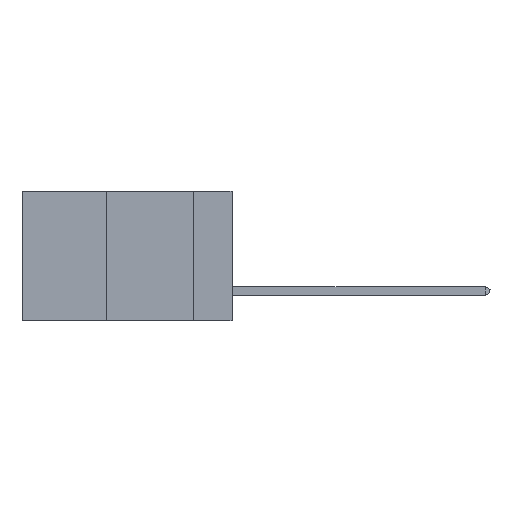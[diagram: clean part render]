
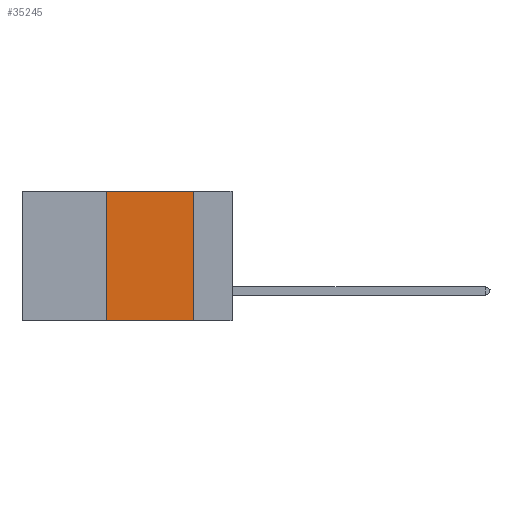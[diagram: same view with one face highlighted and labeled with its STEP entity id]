
A CAD part, left-side view. The second image highlights one B-rep face of the part: STEP entity #35245.
In plain terms, the highlighted planar face has unit normal (-1, 0, 0).
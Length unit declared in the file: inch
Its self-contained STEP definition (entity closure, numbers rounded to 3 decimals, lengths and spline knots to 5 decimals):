
#4623 = EDGE_CURVE ( 'NONE', #28620, #6639, #29776, .T. ) ;
#5875 = ORIENTED_EDGE ( 'NONE', *, *, #4623, .F. ) ;
#6639 = VERTEX_POINT ( 'NONE', #7070 ) ;
#7070 = CARTESIAN_POINT ( 'NONE',  ( 0., 0.11, 0. ) ) ;
#7345 = VERTEX_POINT ( 'NONE', #41962 ) ;
#7780 = DIRECTION ( 'NONE',  ( 0., 0., 1. ) ) ;
#7785 = DIRECTION ( 'NONE',  ( 0., 0., -1. ) ) ;
#9037 = FACE_OUTER_BOUND ( 'NONE', #18582, .T. ) ;
#11841 = EDGE_CURVE ( 'NONE', #7345, #28620, #32578, .T. ) ;
#12993 = ORIENTED_EDGE ( 'NONE', *, *, #28060, .F. ) ;
#14038 = VECTOR ( 'NONE', #19696, 39.37008 ) ;
#15713 = LINE ( 'NONE', #23318, #28867 ) ;
#18582 = EDGE_LOOP ( 'NONE', ( #12993, #5875, #42543, #20729 ) ) ;
#19009 = VERTEX_POINT ( 'NONE', #24665 ) ;
#19696 = DIRECTION ( 'NONE',  ( 0., -1., 0. ) ) ;
#20729 = ORIENTED_EDGE ( 'NONE', *, *, #31358, .T. ) ;
#23318 = CARTESIAN_POINT ( 'NONE',  ( 0., 0.11, 0. ) ) ;
#23344 = CARTESIAN_POINT ( 'NONE',  ( 0., 0.36, 0. ) ) ;
#24665 = CARTESIAN_POINT ( 'NONE',  ( 0., 0.11, -0.37 ) ) ;
#28060 = EDGE_CURVE ( 'NONE', #6639, #19009, #15713, .T. ) ;
#28620 = VERTEX_POINT ( 'NONE', #41530 ) ;
#28867 = VECTOR ( 'NONE', #7785, 39.37008 ) ;
#29355 = AXIS2_PLACEMENT_3D ( 'NONE', #34913, #34759, #38112 ) ;
#29776 = LINE ( 'NONE', #33687, #33410 ) ;
#31358 = EDGE_CURVE ( 'NONE', #7345, #19009, #31394, .T. ) ;
#31394 = LINE ( 'NONE', #39678, #14038 ) ;
#32578 = LINE ( 'NONE', #23344, #40932 ) ;
#33410 = VECTOR ( 'NONE', #36783, 39.37008 ) ;
#33687 = CARTESIAN_POINT ( 'NONE',  ( 0., 0.6, 0. ) ) ;
#34759 = DIRECTION ( 'NONE',  ( 1., 0., 0. ) ) ;
#34913 = CARTESIAN_POINT ( 'NONE',  ( 0., 0.6, 0. ) ) ;
#35245 = ADVANCED_FACE ( 'NONE', ( #9037 ), #37355, .F. ) ;
#36783 = DIRECTION ( 'NONE',  ( 0., -1., 0. ) ) ;
#37355 = PLANE ( 'NONE',  #29355 ) ;
#38112 = DIRECTION ( 'NONE',  ( 0., 0., -1. ) ) ;
#39678 = CARTESIAN_POINT ( 'NONE',  ( 0., 0.6, -0.37 ) ) ;
#40932 = VECTOR ( 'NONE', #7780, 39.37008 ) ;
#41530 = CARTESIAN_POINT ( 'NONE',  ( 0., 0.36, 0. ) ) ;
#41962 = CARTESIAN_POINT ( 'NONE',  ( 0., 0.36, -0.37 ) ) ;
#42543 = ORIENTED_EDGE ( 'NONE', *, *, #11841, .F. ) ;
